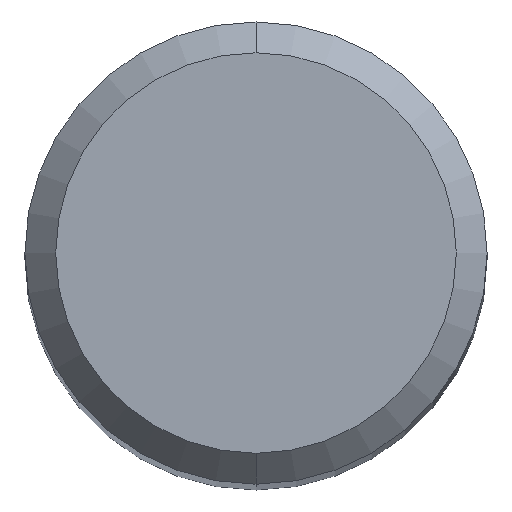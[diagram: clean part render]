
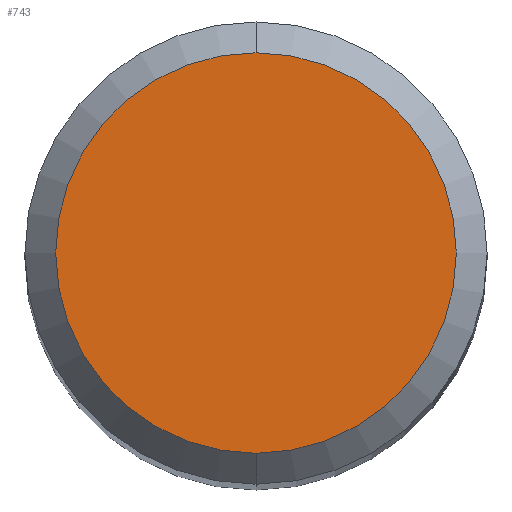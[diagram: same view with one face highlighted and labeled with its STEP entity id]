
A CAD part, top view. The second image highlights one B-rep face of the part: STEP entity #743.
In plain terms, the highlighted planar face has unit normal (0, 0, 1).
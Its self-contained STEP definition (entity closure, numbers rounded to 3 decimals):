
#709=EDGE_CURVE('',#945,#965,#1481,.T.);
#743=ADVANCED_FACE('',(#1518),#1519,.T.);
#811=EDGE_CURVE('',#965,#945,#1595,.T.);
#945=VERTEX_POINT('',#1736);
#965=VERTEX_POINT('',#1757);
#1481=CIRCLE('',#5426,2.6);
#1518=FACE_OUTER_BOUND('',#5993,.T.);
#1519=PLANE('',#5994);
#1595=CIRCLE('',#6576,2.6);
#1736=CARTESIAN_POINT('',(0.,-2.6,0.0));
#1757=CARTESIAN_POINT('',(0.0,2.6,0.0));
#5426=AXIS2_PLACEMENT_3D('',#8616,#8617,#8618);
#5993=EDGE_LOOP('',(#8651,#8652));
#5994=AXIS2_PLACEMENT_3D('',#8653,#8654,#8655);
#6576=AXIS2_PLACEMENT_3D('',#8775,#8776,#8777);
#8616=CARTESIAN_POINT('',(0.0,0.0,0.0));
#8617=DIRECTION('',(0.0,0.0,-1.0));
#8618=DIRECTION('',(0.0,1.0,0.0));
#8651=ORIENTED_EDGE('',*,*,#811,.F.);
#8652=ORIENTED_EDGE('',*,*,#709,.F.);
#8653=CARTESIAN_POINT('',(0.0,1.3,0.0));
#8654=DIRECTION('',(-0.0,0.0,1.0));
#8655=DIRECTION('',(0.0,-1.0,0.0));
#8775=CARTESIAN_POINT('',(0.0,0.0,0.0));
#8776=DIRECTION('',(0.0,0.0,-1.0));
#8777=DIRECTION('',(0.0,1.0,0.0));
